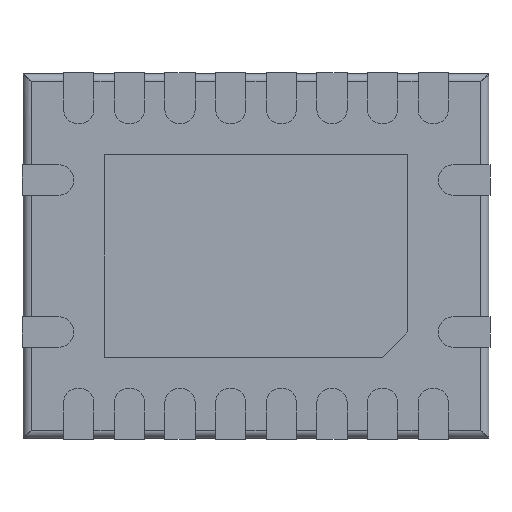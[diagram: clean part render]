
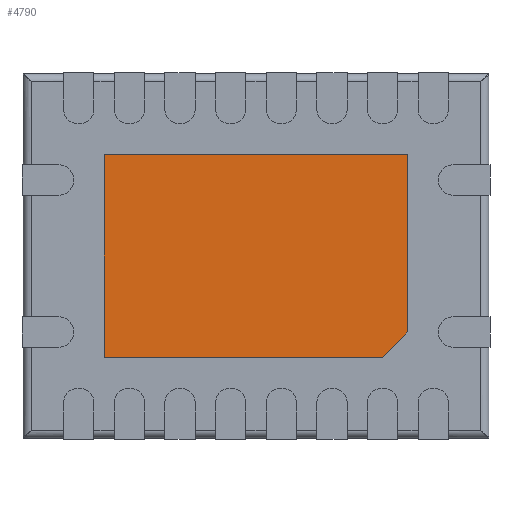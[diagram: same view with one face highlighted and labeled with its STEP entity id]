
A CAD part, front view. The second image highlights one B-rep face of the part: STEP entity #4790.
In plain terms, the highlighted planar face has unit normal (0, -1, 0).
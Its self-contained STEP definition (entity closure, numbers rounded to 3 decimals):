
#36 = EDGE_CURVE ( 'NONE', #3307, #3305, #1609, .T. ) ;
#195 = LINE ( 'NONE', #5019, #3494 ) ;
#417 = VERTEX_POINT ( 'NONE', #757 ) ;
#734 = VECTOR ( 'NONE', #8510, 1000. ) ;
#740 = DIRECTION ( 'NONE',  ( 0., 0., 1. ) ) ;
#757 = CARTESIAN_POINT ( 'NONE',  ( 1.25, -0.05, -1. ) ) ;
#839 = LINE ( 'NONE', #3122, #8790 ) ;
#909 = DIRECTION ( 'NONE',  ( 0., 0., -1. ) ) ;
#1609 = LINE ( 'NONE', #7085, #4758 ) ;
#1710 = EDGE_CURVE ( 'NONE', #3305, #3012, #7951, .T. ) ;
#1878 = AXIS2_PLACEMENT_3D ( 'NONE', #8760, #2306, #909 ) ;
#2008 = CARTESIAN_POINT ( 'NONE',  ( 1.5, -0.05, 1. ) ) ;
#2035 = CARTESIAN_POINT ( 'NONE',  ( 1.5, -0.05, -0.75 ) ) ;
#2157 = LINE ( 'NONE', #9428, #734 ) ;
#2306 = DIRECTION ( 'NONE',  ( 0., -1., 0. ) ) ;
#2463 = VECTOR ( 'NONE', #9571, 1000. ) ;
#2755 = ORIENTED_EDGE ( 'NONE', *, *, #6881, .T. ) ;
#3012 = VERTEX_POINT ( 'NONE', #4932 ) ;
#3122 = CARTESIAN_POINT ( 'NONE',  ( 1.5, -0.05, 1. ) ) ;
#3305 = VERTEX_POINT ( 'NONE', #9097 ) ;
#3307 = VERTEX_POINT ( 'NONE', #2008 ) ;
#3317 = ORIENTED_EDGE ( 'NONE', *, *, #3553, .T. ) ;
#3378 = VERTEX_POINT ( 'NONE', #2035 ) ;
#3494 = VECTOR ( 'NONE', #5662, 1000. ) ;
#3553 = EDGE_CURVE ( 'NONE', #417, #3378, #195, .T. ) ;
#3959 = FACE_OUTER_BOUND ( 'NONE', #4413, .T. ) ;
#4307 = EDGE_CURVE ( 'NONE', #3378, #3307, #839, .T. ) ;
#4413 = EDGE_LOOP ( 'NONE', ( #6505, #2755, #3317, #6418, #7460 ) ) ;
#4758 = VECTOR ( 'NONE', #7952, 1000. ) ;
#4790 = ADVANCED_FACE ( 'NONE', ( #3959 ), #5454, .T. ) ;
#4932 = CARTESIAN_POINT ( 'NONE',  ( -1.5, -0.05, -1. ) ) ;
#5019 = CARTESIAN_POINT ( 'NONE',  ( 1.25, -0.05, -1. ) ) ;
#5454 = PLANE ( 'NONE',  #1878 ) ;
#5662 = DIRECTION ( 'NONE',  ( 0.707, 0., 0.707 ) ) ;
#6409 = CARTESIAN_POINT ( 'NONE',  ( -1.5, -0.05, 1. ) ) ;
#6418 = ORIENTED_EDGE ( 'NONE', *, *, #4307, .T. ) ;
#6505 = ORIENTED_EDGE ( 'NONE', *, *, #1710, .T. ) ;
#6881 = EDGE_CURVE ( 'NONE', #3012, #417, #2157, .T. ) ;
#7085 = CARTESIAN_POINT ( 'NONE',  ( -1.5, -0.05, 1. ) ) ;
#7460 = ORIENTED_EDGE ( 'NONE', *, *, #36, .T. ) ;
#7951 = LINE ( 'NONE', #6409, #2463 ) ;
#7952 = DIRECTION ( 'NONE',  ( -1., 0., 0. ) ) ;
#8510 = DIRECTION ( 'NONE',  ( 1., 0., 0. ) ) ;
#8760 = CARTESIAN_POINT ( 'NONE',  ( 0., -0.05, 0. ) ) ;
#8790 = VECTOR ( 'NONE', #740, 1000. ) ;
#9097 = CARTESIAN_POINT ( 'NONE',  ( -1.5, -0.05, 1. ) ) ;
#9428 = CARTESIAN_POINT ( 'NONE',  ( -1.5, -0.05, -1. ) ) ;
#9571 = DIRECTION ( 'NONE',  ( 0., 0., -1. ) ) ;
